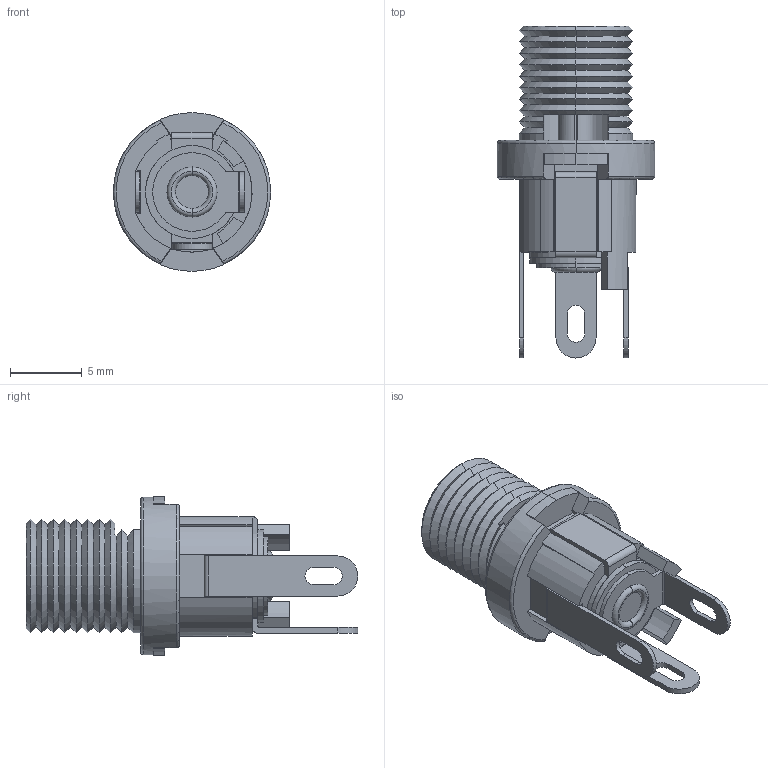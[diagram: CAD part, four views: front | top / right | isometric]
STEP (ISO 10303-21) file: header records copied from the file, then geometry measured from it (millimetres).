
FILE_DESCRIPTION(('STEP AP214'),'1');
FILE_NAME('pj-065b.stp','2015-10-12T10:51:09',('TraceParts'),('TraceParts S.A.'),'Spatial InterOp 3D',' ',' ');
FILE_SCHEMA(('automotive_design'));
Length unit declared in the file: millimetre
Products named in the file (5): PJ-065B
Bounding box: 11 x 23.2 x 11.1 mm (x, y, z)
Volume: 667.8 mm3; surface area: 1394.5 mm2
Topology: 5 solids, 5 shells, 170 faces, 430 edges, 272 vertices
Faces by surface type: plane 74, cylinder 46, cone 38, torus 8, sphere 4
Entity records: 5257 total; most frequent: DIRECTION 948, CARTESIAN_POINT 945, ORIENTED_EDGE 860, EDGE_CURVE 430, AXIS2_PLACEMENT_3D 355, VERTEX_POINT 272, LINE 238, VECTOR 238
